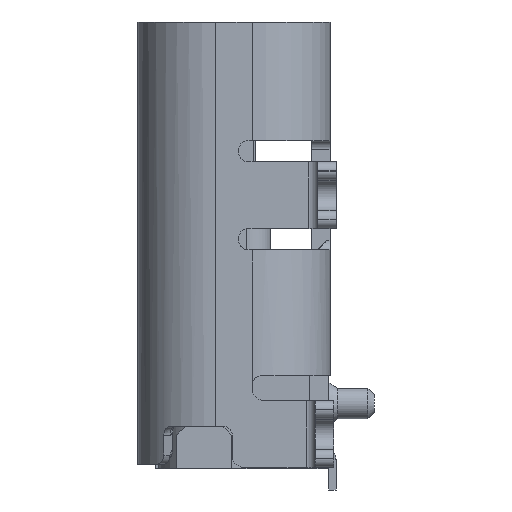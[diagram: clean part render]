
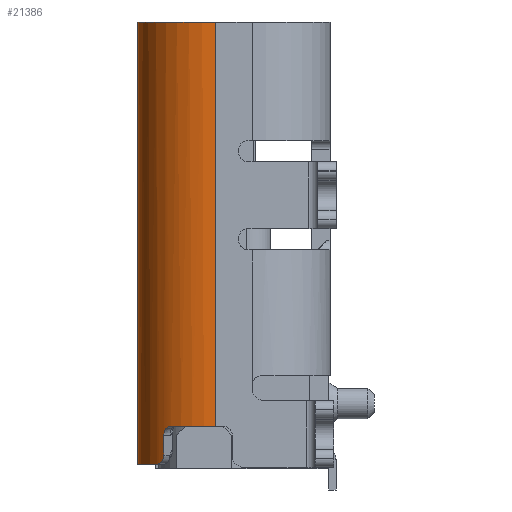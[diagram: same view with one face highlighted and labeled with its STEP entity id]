
A CAD part, left-side view. The second image highlights one B-rep face of the part: STEP entity #21386.
In plain terms, the highlighted cylindrical face has radius 1.28 mm (diameter 2.56 mm), a partial arc.
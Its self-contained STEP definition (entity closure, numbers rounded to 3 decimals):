
#33=B_SPLINE_CURVE_WITH_KNOTS('',3,(#27508,#27509,#27510,#27511),
 .UNSPECIFIED.,.F.,.F.,(4,4),(0.,0.),
 .UNSPECIFIED.);
#66=B_SPLINE_CURVE_WITH_KNOTS('',3,(#31611,#31612,#31613,#31614),
 .UNSPECIFIED.,.F.,.F.,(4,4),(0.,0.),.UNSPECIFIED.);
#151=CIRCLE('',#21463,1.28);
#154=CIRCLE('',#21467,1.28);
#341=CIRCLE('',#22016,1.28);
#614=CYLINDRICAL_SURFACE('',#22548,1.28);
#5181=ORIENTED_EDGE('',*,*,#6693,.F.);
#5182=ORIENTED_EDGE('',*,*,#5416,.T.);
#5183=ORIENTED_EDGE('',*,*,#6139,.T.);
#5184=ORIENTED_EDGE('',*,*,#5422,.F.);
#5185=ORIENTED_EDGE('',*,*,#7504,.F.);
#5186=ORIENTED_EDGE('',*,*,#7505,.F.);
#5187=ORIENTED_EDGE('',*,*,#5558,.F.);
#5188=ORIENTED_EDGE('',*,*,#6827,.F.);
#5416=EDGE_CURVE('',#7710,#7709,#151,.T.);
#5422=EDGE_CURVE('',#7715,#7716,#154,.T.);
#5558=EDGE_CURVE('',#7842,#7843,#33,.T.);
#6139=EDGE_CURVE('',#7709,#7716,#9751,.T.);
#6693=EDGE_CURVE('',#7710,#8695,#10229,.T.);
#6827=EDGE_CURVE('',#8695,#7842,#341,.T.);
#7504=EDGE_CURVE('',#8997,#7715,#66,.T.);
#7505=EDGE_CURVE('',#7843,#8997,#10891,.T.);
#7709=VERTEX_POINT('',#27194);
#7710=VERTEX_POINT('',#27196);
#7715=VERTEX_POINT('',#27207);
#7716=VERTEX_POINT('',#27209);
#7842=VERTEX_POINT('',#27507);
#7843=VERTEX_POINT('',#27512);
#8695=VERTEX_POINT('',#29869);
#8997=VERTEX_POINT('',#31615);
#9751=LINE('',#28749,#11646);
#10229=LINE('',#29868,#12124);
#10891=LINE('',#31616,#12786);
#11646=VECTOR('',#23981,1000.);
#12124=VECTOR('',#24913,1000.);
#12786=VECTOR('',#26747,1000.);
#13600=EDGE_LOOP('',(#5181,#5182,#5183,#5184,#5185,#5186,#5187,#5188));
#14417=FACE_BOUND('',#13600,.T.);
#21386=ADVANCED_FACE('',(#14417),#614,.T.);
#21463=AXIS2_PLACEMENT_3D('',#27195,#22855,#22856);
#21467=AXIS2_PLACEMENT_3D('',#27208,#22866,#22867);
#22016=AXIS2_PLACEMENT_3D('',#30130,#25132,#25133);
#22548=AXIS2_PLACEMENT_3D('',#31610,#26745,#26746);
#22855=DIRECTION('',(0.,0.,-1.));
#22856=DIRECTION('',(1.,0.,0.));
#22866=DIRECTION('',(0.,0.,-1.));
#22867=DIRECTION('',(1.,0.,0.));
#23981=DIRECTION('',(0.,0.,-1.));
#24913=DIRECTION('',(0.,0.,-1.));
#25132=DIRECTION('',(0.,0.,-1.));
#25133=DIRECTION('',(1.,0.,0.));
#26745=DIRECTION('',(0.,0.,-1.));
#26746=DIRECTION('',(1.,0.,0.));
#26747=DIRECTION('',(0.,0.,-1.));
#27194=CARTESIAN_POINT('',(1.28,4.16,0.));
#27195=CARTESIAN_POINT('',(1.28,2.88,0.));
#27196=CARTESIAN_POINT('',(0.,2.88,0.));
#27207=CARTESIAN_POINT('',(0.439,3.845,-7.275));
#27208=CARTESIAN_POINT('',(1.28,2.88,-7.275));
#27209=CARTESIAN_POINT('',(1.28,4.16,-7.275));
#27507=CARTESIAN_POINT('',(0.233,3.616,-6.65));
#27508=CARTESIAN_POINT('',(0.233,3.616,-6.65));
#27509=CARTESIAN_POINT('',(0.279,3.681,-6.65));
#27510=CARTESIAN_POINT('',(0.327,3.735,-6.72));
#27511=CARTESIAN_POINT('',(0.327,3.735,-6.8));
#27512=CARTESIAN_POINT('',(0.327,3.735,-6.8));
#28749=CARTESIAN_POINT('',(1.28,4.16,-7.319));
#29868=CARTESIAN_POINT('',(0.,2.88,-7.319));
#29869=CARTESIAN_POINT('',(0.,2.88,-6.65));
#30130=CARTESIAN_POINT('',(1.28,2.88,-6.65));
#31610=CARTESIAN_POINT('',(1.28,2.88,-7.319));
#31611=CARTESIAN_POINT('',(0.327,3.735,-7.125));
#31612=CARTESIAN_POINT('',(0.327,3.735,-7.206));
#31613=CARTESIAN_POINT('',(0.378,3.792,-7.275));
#31614=CARTESIAN_POINT('',(0.439,3.845,-7.275));
#31615=CARTESIAN_POINT('',(0.327,3.735,-7.125));
#31616=CARTESIAN_POINT('',(0.327,3.735,-3.638));
